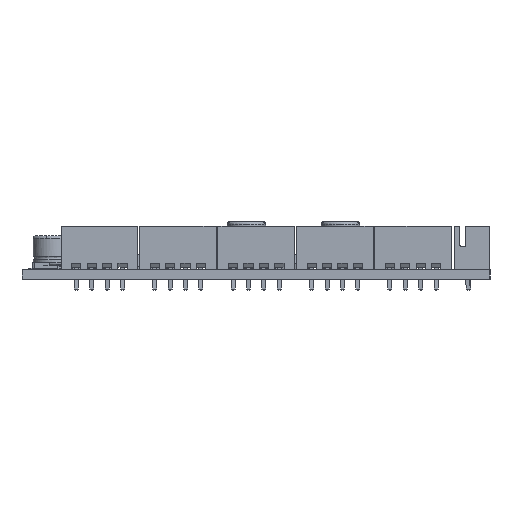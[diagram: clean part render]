
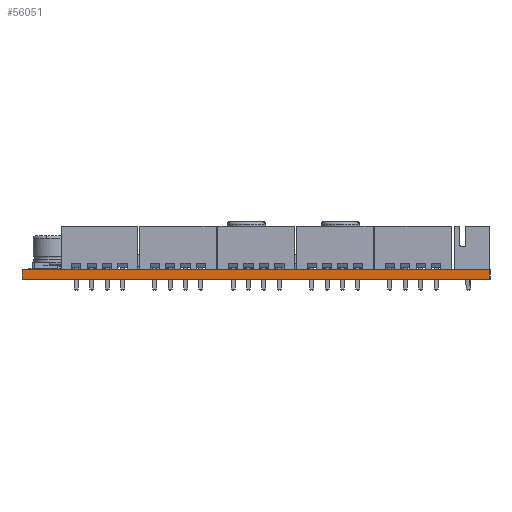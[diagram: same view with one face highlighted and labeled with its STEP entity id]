
A CAD part, left-side view. The second image highlights one B-rep face of the part: STEP entity #56051.
In plain terms, the highlighted planar face has unit normal (-1, 0, 0).
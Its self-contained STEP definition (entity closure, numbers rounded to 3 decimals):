
#55870 = PLANE('',#55871);
#55871 = AXIS2_PLACEMENT_3D('',#55872,#55873,#55874);
#55872 = CARTESIAN_POINT('',(143.307,-126.644,0.));
#55873 = DIRECTION('',(0.,-1.,0.));
#55874 = DIRECTION('',(-1.,0.,0.));
#55895 = VERTEX_POINT('',#55896);
#55896 = CARTESIAN_POINT('',(56.896,-126.644,1.58));
#55910 = PLANE('',#55911);
#55911 = AXIS2_PLACEMENT_3D('',#55912,#55913,#55914);
#55912 = CARTESIAN_POINT('',(100.101,-88.722,1.58));
#55913 = DIRECTION('',(-0.,-0.,-1.));
#55914 = DIRECTION('',(-1.,0.,0.));
#55922 = EDGE_CURVE('',#55923,#55895,#55925,.T.);
#55923 = VERTEX_POINT('',#55924);
#55924 = CARTESIAN_POINT('',(56.896,-126.644,0.));
#55925 = SURFACE_CURVE('',#55926,(#55930,#55937),.PCURVE_S1.);
#55926 = LINE('',#55927,#55928);
#55927 = CARTESIAN_POINT('',(56.896,-126.644,0.));
#55928 = VECTOR('',#55929,1.);
#55929 = DIRECTION('',(0.,0.,1.));
#55930 = PCURVE('',#55870,#55931);
#55931 = DEFINITIONAL_REPRESENTATION('',(#55932),#55936);
#55932 = LINE('',#55933,#55934);
#55933 = CARTESIAN_POINT('',(86.411,0.));
#55934 = VECTOR('',#55935,1.);
#55935 = DIRECTION('',(0.,-1.));
#55936 = ( GEOMETRIC_REPRESENTATION_CONTEXT(2) 
PARAMETRIC_REPRESENTATION_CONTEXT() REPRESENTATION_CONTEXT('2D SPACE',''
  ) );
#55937 = PCURVE('',#55938,#55943);
#55938 = PLANE('',#55939);
#55939 = AXIS2_PLACEMENT_3D('',#55940,#55941,#55942);
#55940 = CARTESIAN_POINT('',(56.896,-126.644,0.));
#55941 = DIRECTION('',(-1.,0.,0.));
#55942 = DIRECTION('',(0.,1.,0.));
#55943 = DEFINITIONAL_REPRESENTATION('',(#55944),#55948);
#55944 = LINE('',#55945,#55946);
#55945 = CARTESIAN_POINT('',(0.,0.));
#55946 = VECTOR('',#55947,1.);
#55947 = DIRECTION('',(0.,-1.));
#55948 = ( GEOMETRIC_REPRESENTATION_CONTEXT(2) 
PARAMETRIC_REPRESENTATION_CONTEXT() REPRESENTATION_CONTEXT('2D SPACE',''
  ) );
#55964 = PLANE('',#55965);
#55965 = AXIS2_PLACEMENT_3D('',#55966,#55967,#55968);
#55966 = CARTESIAN_POINT('',(100.101,-88.722,0.));
#55967 = DIRECTION('',(-0.,-0.,-1.));
#55968 = DIRECTION('',(-1.,0.,0.));
#55997 = PLANE('',#55998);
#55998 = AXIS2_PLACEMENT_3D('',#55999,#56000,#56001);
#55999 = CARTESIAN_POINT('',(56.896,-50.8,0.));
#56000 = DIRECTION('',(0.,1.,0.));
#56001 = DIRECTION('',(1.,0.,0.));
#56051 = ADVANCED_FACE('',(#56052),#55938,.T.);
#56052 = FACE_BOUND('',#56053,.T.);
#56053 = EDGE_LOOP('',(#56054,#56055,#56078,#56101));
#56054 = ORIENTED_EDGE('',*,*,#55922,.T.);
#56055 = ORIENTED_EDGE('',*,*,#56056,.T.);
#56056 = EDGE_CURVE('',#55895,#56057,#56059,.T.);
#56057 = VERTEX_POINT('',#56058);
#56058 = CARTESIAN_POINT('',(56.896,-50.8,1.58));
#56059 = SURFACE_CURVE('',#56060,(#56064,#56071),.PCURVE_S1.);
#56060 = LINE('',#56061,#56062);
#56061 = CARTESIAN_POINT('',(56.896,-126.644,1.58));
#56062 = VECTOR('',#56063,1.);
#56063 = DIRECTION('',(0.,1.,0.));
#56064 = PCURVE('',#55938,#56065);
#56065 = DEFINITIONAL_REPRESENTATION('',(#56066),#56070);
#56066 = LINE('',#56067,#56068);
#56067 = CARTESIAN_POINT('',(0.,-1.58));
#56068 = VECTOR('',#56069,1.);
#56069 = DIRECTION('',(1.,0.));
#56070 = ( GEOMETRIC_REPRESENTATION_CONTEXT(2) 
PARAMETRIC_REPRESENTATION_CONTEXT() REPRESENTATION_CONTEXT('2D SPACE',''
  ) );
#56071 = PCURVE('',#55910,#56072);
#56072 = DEFINITIONAL_REPRESENTATION('',(#56073),#56077);
#56073 = LINE('',#56074,#56075);
#56074 = CARTESIAN_POINT('',(43.205,-37.922));
#56075 = VECTOR('',#56076,1.);
#56076 = DIRECTION('',(0.,1.));
#56077 = ( GEOMETRIC_REPRESENTATION_CONTEXT(2) 
PARAMETRIC_REPRESENTATION_CONTEXT() REPRESENTATION_CONTEXT('2D SPACE',''
  ) );
#56078 = ORIENTED_EDGE('',*,*,#56079,.F.);
#56079 = EDGE_CURVE('',#56080,#56057,#56082,.T.);
#56080 = VERTEX_POINT('',#56081);
#56081 = CARTESIAN_POINT('',(56.896,-50.8,0.));
#56082 = SURFACE_CURVE('',#56083,(#56087,#56094),.PCURVE_S1.);
#56083 = LINE('',#56084,#56085);
#56084 = CARTESIAN_POINT('',(56.896,-50.8,0.));
#56085 = VECTOR('',#56086,1.);
#56086 = DIRECTION('',(0.,0.,1.));
#56087 = PCURVE('',#55938,#56088);
#56088 = DEFINITIONAL_REPRESENTATION('',(#56089),#56093);
#56089 = LINE('',#56090,#56091);
#56090 = CARTESIAN_POINT('',(75.844,0.));
#56091 = VECTOR('',#56092,1.);
#56092 = DIRECTION('',(0.,-1.));
#56093 = ( GEOMETRIC_REPRESENTATION_CONTEXT(2) 
PARAMETRIC_REPRESENTATION_CONTEXT() REPRESENTATION_CONTEXT('2D SPACE',''
  ) );
#56094 = PCURVE('',#55997,#56095);
#56095 = DEFINITIONAL_REPRESENTATION('',(#56096),#56100);
#56096 = LINE('',#56097,#56098);
#56097 = CARTESIAN_POINT('',(0.,0.));
#56098 = VECTOR('',#56099,1.);
#56099 = DIRECTION('',(0.,-1.));
#56100 = ( GEOMETRIC_REPRESENTATION_CONTEXT(2) 
PARAMETRIC_REPRESENTATION_CONTEXT() REPRESENTATION_CONTEXT('2D SPACE',''
  ) );
#56101 = ORIENTED_EDGE('',*,*,#56102,.F.);
#56102 = EDGE_CURVE('',#55923,#56080,#56103,.T.);
#56103 = SURFACE_CURVE('',#56104,(#56108,#56115),.PCURVE_S1.);
#56104 = LINE('',#56105,#56106);
#56105 = CARTESIAN_POINT('',(56.896,-126.644,0.));
#56106 = VECTOR('',#56107,1.);
#56107 = DIRECTION('',(0.,1.,0.));
#56108 = PCURVE('',#55938,#56109);
#56109 = DEFINITIONAL_REPRESENTATION('',(#56110),#56114);
#56110 = LINE('',#56111,#56112);
#56111 = CARTESIAN_POINT('',(0.,0.));
#56112 = VECTOR('',#56113,1.);
#56113 = DIRECTION('',(1.,0.));
#56114 = ( GEOMETRIC_REPRESENTATION_CONTEXT(2) 
PARAMETRIC_REPRESENTATION_CONTEXT() REPRESENTATION_CONTEXT('2D SPACE',''
  ) );
#56115 = PCURVE('',#55964,#56116);
#56116 = DEFINITIONAL_REPRESENTATION('',(#56117),#56121);
#56117 = LINE('',#56118,#56119);
#56118 = CARTESIAN_POINT('',(43.205,-37.922));
#56119 = VECTOR('',#56120,1.);
#56120 = DIRECTION('',(0.,1.));
#56121 = ( GEOMETRIC_REPRESENTATION_CONTEXT(2) 
PARAMETRIC_REPRESENTATION_CONTEXT() REPRESENTATION_CONTEXT('2D SPACE',''
  ) );
